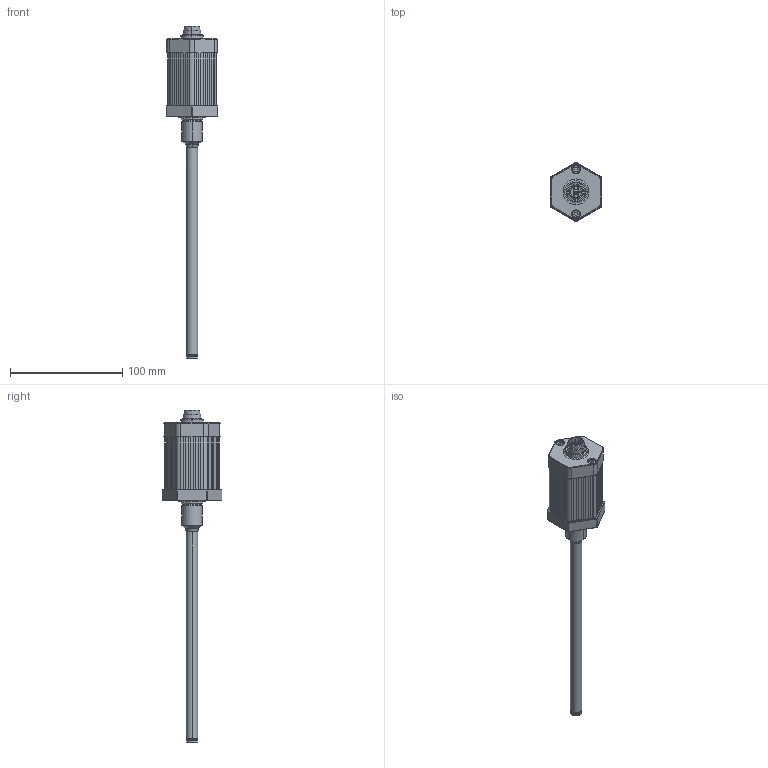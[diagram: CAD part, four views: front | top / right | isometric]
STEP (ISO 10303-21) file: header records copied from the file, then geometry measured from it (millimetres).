
FILE_DESCRIPTION (( 'STEP AP214' ), '1' );
FILE_NAME ('TH1-0100-104-___-103.STEP', '2014-07-04T11:21:15', ( 'dummy' ), ( 'Microsoft' ), 'SwSTEP 2.0', 'SolidWorks 2013', '' );
FILE_SCHEMA (( 'AUTOMOTIVE_DESIGN' ));
Length unit declared in the file: millimetre
Products named in the file (1): TH1-0100-104-___-103
Bounding box: 46 x 52.96 x 296 mm (x, y, z)
Surface area: 25935.4 mm2 (no closed solid volume)
Topology: 0 solids, 70 shells, 512 faces, 2857 edges, 2383 vertices
Faces by surface type: plane 292, cylinder 108, torus 44, cone 30, bspline 22, sphere 16
Entity records: 38732 total; most frequent: CARTESIAN_POINT 13227, ORIENTED_EDGE 3519, DIRECTION 3440, EDGE_CURVE 2834, VERTEX_POINT 2372, VECTOR 1608, LINE 1608, AXIS2_PLACEMENT_3D 916
